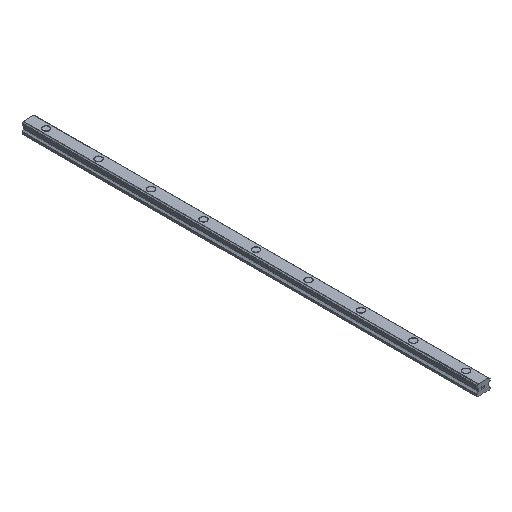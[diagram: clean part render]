
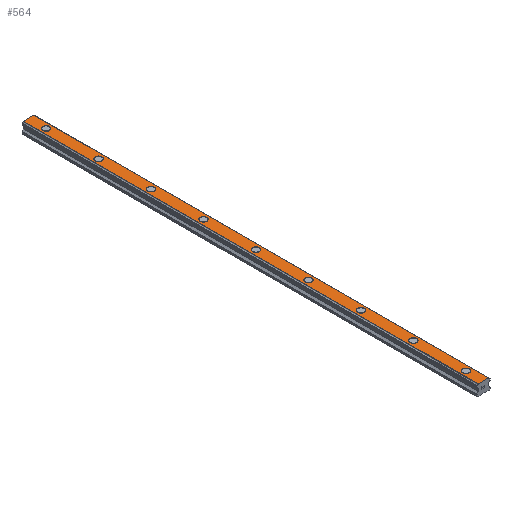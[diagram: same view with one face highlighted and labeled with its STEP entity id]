
A CAD part, isometric view. The second image highlights one B-rep face of the part: STEP entity #564.
In plain terms, the highlighted planar face has unit normal (0, 0, 1).
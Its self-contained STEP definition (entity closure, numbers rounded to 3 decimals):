
#564=ADVANCED_FACE('',(#1154,#1155,#1156,#1157,#1158,#1159,#1160,#1161,#1162,#1163),#1164,.T.);
#1154=FACE_BOUND('',#1763,.T.);
#1155=FACE_BOUND('',#1764,.T.);
#1156=FACE_BOUND('',#1765,.T.);
#1157=FACE_BOUND('',#1766,.T.);
#1158=FACE_BOUND('',#1767,.T.);
#1159=FACE_BOUND('',#1768,.T.);
#1160=FACE_BOUND('',#1769,.T.);
#1161=FACE_BOUND('',#1770,.T.);
#1162=FACE_BOUND('',#1771,.T.);
#1163=FACE_OUTER_BOUND('',#1772,.T.);
#1164=PLANE('',#1773);
#1763=EDGE_LOOP('',(#3415,#3416));
#1764=EDGE_LOOP('',(#3417,#3418));
#1765=EDGE_LOOP('',(#3419,#3420));
#1766=EDGE_LOOP('',(#3421,#3422));
#1767=EDGE_LOOP('',(#3423,#3424));
#1768=EDGE_LOOP('',(#3425,#3426));
#1769=EDGE_LOOP('',(#3427,#3428));
#1770=EDGE_LOOP('',(#3429,#3430));
#1771=EDGE_LOOP('',(#3431,#3432));
#1772=EDGE_LOOP('',(#3433,#3434,#3435,#3436));
#1773=AXIS2_PLACEMENT_3D('',#3437,#3438,#3439);
#3415=ORIENTED_EDGE('',*,*,#3725,.T.);
#3416=ORIENTED_EDGE('',*,*,#4146,.T.);
#3417=ORIENTED_EDGE('',*,*,#3713,.T.);
#3418=ORIENTED_EDGE('',*,*,#4176,.T.);
#3419=ORIENTED_EDGE('',*,*,#3701,.T.);
#3420=ORIENTED_EDGE('',*,*,#4185,.T.);
#3421=ORIENTED_EDGE('',*,*,#3689,.T.);
#3422=ORIENTED_EDGE('',*,*,#4194,.T.);
#3423=ORIENTED_EDGE('',*,*,#3677,.T.);
#3424=ORIENTED_EDGE('',*,*,#4203,.T.);
#3425=ORIENTED_EDGE('',*,*,#3665,.T.);
#3426=ORIENTED_EDGE('',*,*,#4212,.T.);
#3427=ORIENTED_EDGE('',*,*,#3653,.T.);
#3428=ORIENTED_EDGE('',*,*,#4221,.T.);
#3429=ORIENTED_EDGE('',*,*,#3641,.T.);
#3430=ORIENTED_EDGE('',*,*,#4230,.T.);
#3431=ORIENTED_EDGE('',*,*,#3629,.T.);
#3432=ORIENTED_EDGE('',*,*,#4239,.T.);
#3433=ORIENTED_EDGE('',*,*,#4127,.T.);
#3434=ORIENTED_EDGE('',*,*,#4282,.F.);
#3435=ORIENTED_EDGE('',*,*,#4001,.T.);
#3436=ORIENTED_EDGE('',*,*,#4280,.T.);
#3437=CARTESIAN_POINT('',(0.0,520.0,12.5));
#3438=DIRECTION('',(0.0,0.0,1.0));
#3439=DIRECTION('',(-1.0,0.0,0.0));
#3629=EDGE_CURVE('',#4338,#4335,#4339,.T.);
#3641=EDGE_CURVE('',#4360,#4357,#4361,.T.);
#3653=EDGE_CURVE('',#4382,#4379,#4383,.T.);
#3665=EDGE_CURVE('',#4404,#4401,#4405,.T.);
#3677=EDGE_CURVE('',#4426,#4423,#4427,.T.);
#3689=EDGE_CURVE('',#4448,#4445,#4449,.T.);
#3701=EDGE_CURVE('',#4470,#4467,#4471,.T.);
#3713=EDGE_CURVE('',#4492,#4489,#4493,.T.);
#3725=EDGE_CURVE('',#4514,#4511,#4515,.T.);
#4001=EDGE_CURVE('',#4924,#4922,#4925,.T.);
#4127=EDGE_CURVE('',#5131,#5129,#5132,.T.);
#4146=EDGE_CURVE('',#4511,#4514,#5167,.T.);
#4176=EDGE_CURVE('',#4489,#4492,#5207,.T.);
#4185=EDGE_CURVE('',#4467,#4470,#5217,.T.);
#4194=EDGE_CURVE('',#4445,#4448,#5227,.T.);
#4203=EDGE_CURVE('',#4423,#4426,#5237,.T.);
#4212=EDGE_CURVE('',#4401,#4404,#5247,.T.);
#4221=EDGE_CURVE('',#4379,#4382,#5257,.T.);
#4230=EDGE_CURVE('',#4357,#4360,#5267,.T.);
#4239=EDGE_CURVE('',#4335,#4338,#5277,.T.);
#4280=EDGE_CURVE('',#4922,#5131,#5319,.T.);
#4282=EDGE_CURVE('',#4924,#5129,#5321,.T.);
#4335=VERTEX_POINT('',#5376);
#4338=VERTEX_POINT('',#5380);
#4339=CIRCLE('',#5381,3.75);
#4357=VERTEX_POINT('',#5402);
#4360=VERTEX_POINT('',#5406);
#4361=CIRCLE('',#5407,3.75);
#4379=VERTEX_POINT('',#5428);
#4382=VERTEX_POINT('',#5432);
#4383=CIRCLE('',#5433,3.75);
#4401=VERTEX_POINT('',#5454);
#4404=VERTEX_POINT('',#5458);
#4405=CIRCLE('',#5459,3.75);
#4423=VERTEX_POINT('',#5480);
#4426=VERTEX_POINT('',#5484);
#4427=CIRCLE('',#5485,3.75);
#4445=VERTEX_POINT('',#5506);
#4448=VERTEX_POINT('',#5510);
#4449=CIRCLE('',#5511,3.75);
#4467=VERTEX_POINT('',#5532);
#4470=VERTEX_POINT('',#5536);
#4471=CIRCLE('',#5537,3.75);
#4489=VERTEX_POINT('',#5558);
#4492=VERTEX_POINT('',#5562);
#4493=CIRCLE('',#5563,3.75);
#4511=VERTEX_POINT('',#5584);
#4514=VERTEX_POINT('',#5588);
#4515=CIRCLE('',#5589,3.75);
#4922=VERTEX_POINT('',#6138);
#4924=VERTEX_POINT('',#6141);
#4925=LINE('',#6142,#6143);
#5129=VERTEX_POINT('',#6429);
#5131=VERTEX_POINT('',#6432);
#5132=LINE('',#6433,#6434);
#5167=CIRCLE('',#6477,3.75);
#5207=CIRCLE('',#6529,3.75);
#5217=CIRCLE('',#6540,3.75);
#5227=CIRCLE('',#6551,3.75);
#5237=CIRCLE('',#6562,3.75);
#5247=CIRCLE('',#6573,3.75);
#5257=CIRCLE('',#6584,3.75);
#5267=CIRCLE('',#6595,3.75);
#5277=CIRCLE('',#6606,3.75);
#5319=LINE('',#6665,#6666);
#5321=LINE('',#6668,#6669);
#5376=CARTESIAN_POINT('',(3.75,20.0,12.5));
#5380=CARTESIAN_POINT('',(-3.75,20.0,12.5));
#5381=AXIS2_PLACEMENT_3D('',#6741,#6742,#6743);
#5402=CARTESIAN_POINT('',(3.75,80.0,12.5));
#5406=CARTESIAN_POINT('',(-3.75,80.0,12.5));
#5407=AXIS2_PLACEMENT_3D('',#6763,#6764,#6765);
#5428=CARTESIAN_POINT('',(3.75,140.0,12.5));
#5432=CARTESIAN_POINT('',(-3.75,140.0,12.5));
#5433=AXIS2_PLACEMENT_3D('',#6785,#6786,#6787);
#5454=CARTESIAN_POINT('',(3.75,200.0,12.5));
#5458=CARTESIAN_POINT('',(-3.75,200.0,12.5));
#5459=AXIS2_PLACEMENT_3D('',#6807,#6808,#6809);
#5480=CARTESIAN_POINT('',(3.75,260.0,12.5));
#5484=CARTESIAN_POINT('',(-3.75,260.0,12.5));
#5485=AXIS2_PLACEMENT_3D('',#6829,#6830,#6831);
#5506=CARTESIAN_POINT('',(3.75,320.0,12.5));
#5510=CARTESIAN_POINT('',(-3.75,320.0,12.5));
#5511=AXIS2_PLACEMENT_3D('',#6851,#6852,#6853);
#5532=CARTESIAN_POINT('',(3.75,380.0,12.5));
#5536=CARTESIAN_POINT('',(-3.75,380.0,12.5));
#5537=AXIS2_PLACEMENT_3D('',#6873,#6874,#6875);
#5558=CARTESIAN_POINT('',(3.75,440.0,12.5));
#5562=CARTESIAN_POINT('',(-3.75,440.0,12.5));
#5563=AXIS2_PLACEMENT_3D('',#6895,#6896,#6897);
#5584=CARTESIAN_POINT('',(3.75,500.0,12.5));
#5588=CARTESIAN_POINT('',(-3.75,500.0,12.5));
#5589=AXIS2_PLACEMENT_3D('',#6917,#6918,#6919);
#6138=CARTESIAN_POINT('',(-6.094,520.0,12.5));
#6141=CARTESIAN_POINT('',(6.094,520.0,12.5));
#6142=CARTESIAN_POINT('',(6.094,520.0,12.5));
#6143=VECTOR('',#7228,1.0);
#6429=CARTESIAN_POINT('',(6.094,0.0,12.5));
#6432=CARTESIAN_POINT('',(-6.094,0.0,12.5));
#6433=CARTESIAN_POINT('',(6.094,0.0,12.5));
#6434=VECTOR('',#7366,1.0);
#6477=AXIS2_PLACEMENT_3D('',#7402,#7403,#7404);
#6529=AXIS2_PLACEMENT_3D('',#7453,#7454,#7455);
#6540=AXIS2_PLACEMENT_3D('',#7466,#7467,#7468);
#6551=AXIS2_PLACEMENT_3D('',#7479,#7480,#7481);
#6562=AXIS2_PLACEMENT_3D('',#7492,#7493,#7494);
#6573=AXIS2_PLACEMENT_3D('',#7505,#7506,#7507);
#6584=AXIS2_PLACEMENT_3D('',#7518,#7519,#7520);
#6595=AXIS2_PLACEMENT_3D('',#7531,#7532,#7533);
#6606=AXIS2_PLACEMENT_3D('',#7544,#7545,#7546);
#6665=CARTESIAN_POINT('',(-6.094,520.0,12.5));
#6666=VECTOR('',#7573,1.0);
#6668=CARTESIAN_POINT('',(6.094,520.0,12.5));
#6669=VECTOR('',#7574,1.0);
#6741=CARTESIAN_POINT('',(0.0,20.0,12.5));
#6742=DIRECTION('',(0.0,0.0,-1.0));
#6743=DIRECTION('',(1.0,0.0,0.0));
#6763=CARTESIAN_POINT('',(0.0,80.0,12.5));
#6764=DIRECTION('',(0.0,0.0,-1.0));
#6765=DIRECTION('',(1.0,0.0,0.0));
#6785=CARTESIAN_POINT('',(0.0,140.0,12.5));
#6786=DIRECTION('',(0.0,0.0,-1.0));
#6787=DIRECTION('',(1.0,0.0,0.0));
#6807=CARTESIAN_POINT('',(0.0,200.0,12.5));
#6808=DIRECTION('',(0.0,0.0,-1.0));
#6809=DIRECTION('',(1.0,0.0,0.0));
#6829=CARTESIAN_POINT('',(0.0,260.0,12.5));
#6830=DIRECTION('',(0.0,0.0,-1.0));
#6831=DIRECTION('',(1.0,0.0,0.0));
#6851=CARTESIAN_POINT('',(0.0,320.0,12.5));
#6852=DIRECTION('',(0.0,0.0,-1.0));
#6853=DIRECTION('',(1.0,0.0,0.0));
#6873=CARTESIAN_POINT('',(0.0,380.0,12.5));
#6874=DIRECTION('',(0.0,0.0,-1.0));
#6875=DIRECTION('',(1.0,0.0,0.0));
#6895=CARTESIAN_POINT('',(0.0,440.0,12.5));
#6896=DIRECTION('',(0.0,0.0,-1.0));
#6897=DIRECTION('',(1.0,0.0,0.0));
#6917=CARTESIAN_POINT('',(0.0,500.0,12.5));
#6918=DIRECTION('',(0.0,0.0,-1.0));
#6919=DIRECTION('',(1.0,0.0,0.0));
#7228=DIRECTION('',(-1.0,0.0,0.0));
#7366=DIRECTION('',(1.0,0.0,0.0));
#7402=CARTESIAN_POINT('',(0.0,500.0,12.5));
#7403=DIRECTION('',(0.0,0.0,-1.0));
#7404=DIRECTION('',(1.0,0.0,0.0));
#7453=CARTESIAN_POINT('',(0.0,440.0,12.5));
#7454=DIRECTION('',(0.0,0.0,-1.0));
#7455=DIRECTION('',(1.0,0.0,0.0));
#7466=CARTESIAN_POINT('',(0.0,380.0,12.5));
#7467=DIRECTION('',(0.0,0.0,-1.0));
#7468=DIRECTION('',(1.0,0.0,0.0));
#7479=CARTESIAN_POINT('',(0.0,320.0,12.5));
#7480=DIRECTION('',(0.0,0.0,-1.0));
#7481=DIRECTION('',(1.0,0.0,0.0));
#7492=CARTESIAN_POINT('',(0.0,260.0,12.5));
#7493=DIRECTION('',(0.0,0.0,-1.0));
#7494=DIRECTION('',(1.0,0.0,0.0));
#7505=CARTESIAN_POINT('',(0.0,200.0,12.5));
#7506=DIRECTION('',(0.0,0.0,-1.0));
#7507=DIRECTION('',(1.0,0.0,0.0));
#7518=CARTESIAN_POINT('',(0.0,140.0,12.5));
#7519=DIRECTION('',(0.0,0.0,-1.0));
#7520=DIRECTION('',(1.0,0.0,0.0));
#7531=CARTESIAN_POINT('',(0.0,80.0,12.5));
#7532=DIRECTION('',(0.0,0.0,-1.0));
#7533=DIRECTION('',(1.0,0.0,0.0));
#7544=CARTESIAN_POINT('',(0.0,20.0,12.5));
#7545=DIRECTION('',(0.0,0.0,-1.0));
#7546=DIRECTION('',(1.0,0.0,0.0));
#7573=DIRECTION('',(0.0,-1.0,0.0));
#7574=DIRECTION('',(0.0,-1.0,0.0));
